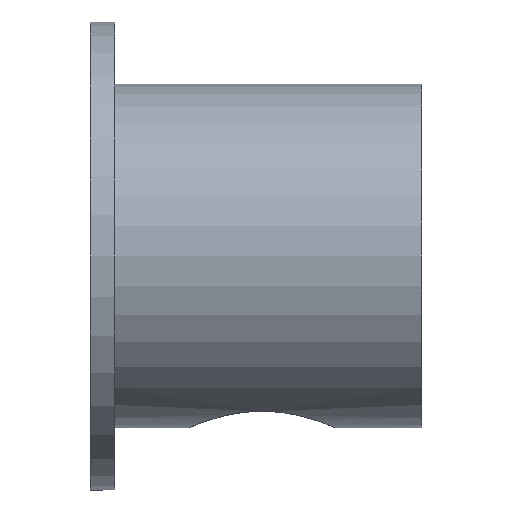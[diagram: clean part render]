
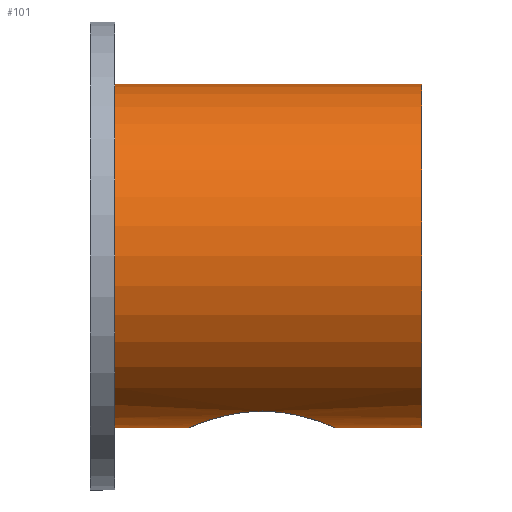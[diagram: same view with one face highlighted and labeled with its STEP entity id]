
A CAD part, left-side view. The second image highlights one B-rep face of the part: STEP entity #101.
In plain terms, the highlighted cylindrical face has radius 14 mm (diameter 28 mm), a partial arc.
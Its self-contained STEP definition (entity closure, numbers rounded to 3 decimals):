
#14 = LINE ( 'NONE', #321, #78 ) ;
#23 = DIRECTION ( 'NONE',  ( 0., 1., 0. ) ) ;
#26 = CARTESIAN_POINT ( 'NONE',  ( -5.461, 15.494, -12.891 ) ) ;
#30 = CARTESIAN_POINT ( 'NONE',  ( -5.093, 9.822, -13.041 ) ) ;
#31 = CARTESIAN_POINT ( 'NONE',  ( 0., 25., -14. ) ) ;
#33 = AXIS2_PLACEMENT_3D ( 'NONE', #224, #268, #261 ) ;
#42 = CARTESIAN_POINT ( 'NONE',  ( -0.793, 18.951, -13.979 ) ) ;
#61 = EDGE_CURVE ( 'NONE', #135, #549, #531, .T. ) ;
#73 = CARTESIAN_POINT ( 'NONE',  ( -0.399, 7.01, -13.996 ) ) ;
#74 = DIRECTION ( 'NONE',  ( 0., 1., 0. ) ) ;
#75 = CARTESIAN_POINT ( 'NONE',  ( -5.195, 9.991, -13.001 ) ) ;
#78 = VECTOR ( 'NONE', #94, 1000. ) ;
#82 = CARTESIAN_POINT ( 'NONE',  ( -4.522, 9.038, -13.253 ) ) ;
#83 = CARTESIAN_POINT ( 'NONE',  ( -4.379, 17.106, -13.298 ) ) ;
#84 = EDGE_CURVE ( 'NONE', #329, #419, #232, .T. ) ;
#85 = CARTESIAN_POINT ( 'NONE',  ( -5.38, 10.336, -12.926 ) ) ;
#88 = DIRECTION ( 'NONE',  ( 0., 1., 0. ) ) ;
#94 = DIRECTION ( 'NONE',  ( 0., 1., 0. ) ) ;
#101 = ADVANCED_FACE ( 'NONE', ( #491 ), #504, .T. ) ;
#116 = EDGE_CURVE ( 'NONE', #228, #161, #370, .T. ) ;
#117 = VECTOR ( 'NONE', #74, 1000. ) ;
#119 = ORIENTED_EDGE ( 'NONE', *, *, #560, .F. ) ;
#125 = CARTESIAN_POINT ( 'NONE',  ( -5.688, 11.051, -12.793 ) ) ;
#126 = CARTESIAN_POINT ( 'NONE',  ( -3.025, 7.804, -13.673 ) ) ;
#128 = CARTESIAN_POINT ( 'NONE',  ( -5.921, 13.991, -12.686 ) ) ;
#131 = CARTESIAN_POINT ( 'NONE',  ( -5.089, 16.184, -13.043 ) ) ;
#135 = VERTEX_POINT ( 'NONE', #416 ) ;
#142 = CARTESIAN_POINT ( 'NONE',  ( 0., 25., 0. ) ) ;
#157 = AXIS2_PLACEMENT_3D ( 'NONE', #396, #541, #486 ) ;
#161 = VERTEX_POINT ( 'NONE', #550 ) ;
#170 = CARTESIAN_POINT ( 'NONE',  ( -2.682, 7.618, -13.746 ) ) ;
#173 = CARTESIAN_POINT ( 'NONE',  ( 0., 7., -14. ) ) ;
#176 = EDGE_CURVE ( 'NONE', #549, #600, #205, .T. ) ;
#177 = CARTESIAN_POINT ( 'NONE',  ( -6., 12.605, -12.649 ) ) ;
#189 = CARTESIAN_POINT ( 'NONE',  ( 0., 0., -14. ) ) ;
#200 = EDGE_CURVE ( 'NONE', #228, #329, #14, .T. ) ;
#205 = CIRCLE ( 'NONE', #422, 14. ) ;
#211 = ORIENTED_EDGE ( 'NONE', *, *, #84, .F. ) ;
#216 = CARTESIAN_POINT ( 'NONE',  ( -5.99, 13.396, -12.654 ) ) ;
#222 = CARTESIAN_POINT ( 'NONE',  ( -5.961, 12.21, -12.668 ) ) ;
#224 = CARTESIAN_POINT ( 'NONE',  ( 0., 0., 0. ) ) ;
#228 = VERTEX_POINT ( 'NONE', #189 ) ;
#232 = B_SPLINE_CURVE_WITH_KNOTS ( 'NONE', 3,
 ( #173, #488, #73, #394, #492, #315, #354, #170, #126, #440, #583, #82, #303, #30, #75, #85, #484, #125, #587, #222, #177, #350 ),
 .UNSPECIFIED., .F., .F.,
 ( 4, 2, 2, 2, 2, 2, 2, 2, 2, 2, 4 ),
 ( 0.009, 0.01, 0.011, 0.012, 0.013, 0.014, 0.015, 0.016, 0.017, 0.018, 0.019 ),
 .UNSPECIFIED. ) ;
#233 = CARTESIAN_POINT ( 'NONE',  ( -0.198, 19., -14. ) ) ;
#237 = CARTESIAN_POINT ( 'NONE',  ( -2.672, 18.386, -13.747 ) ) ;
#261 = DIRECTION ( 'NONE',  ( 0., 0., 1. ) ) ;
#263 = CARTESIAN_POINT ( 'NONE',  ( -6., 13.198, -12.649 ) ) ;
#268 = DIRECTION ( 'NONE',  ( 0., 1., 0. ) ) ;
#276 = CARTESIAN_POINT ( 'NONE',  ( -0.992, 18.921, -13.966 ) ) ;
#278 = CARTESIAN_POINT ( 'NONE',  ( -0.396, 18.99, -13.996 ) ) ;
#283 = LINE ( 'NONE', #584, #117 ) ;
#291 = ORIENTED_EDGE ( 'NONE', *, *, #200, .F. ) ;
#303 = CARTESIAN_POINT ( 'NONE',  ( -4.767, 9.336, -13.165 ) ) ;
#311 = CARTESIAN_POINT ( 'NONE',  ( -5.803, 14.574, -12.741 ) ) ;
#314 = CARTESIAN_POINT ( 'NONE',  ( -4.511, 16.961, -13.254 ) ) ;
#315 = CARTESIAN_POINT ( 'NONE',  ( -1.574, 7.197, -13.917 ) ) ;
#320 = CARTESIAN_POINT ( 'NONE',  ( -1.949, 18.688, -13.869 ) ) ;
#321 = CARTESIAN_POINT ( 'NONE',  ( 0., 0., -14. ) ) ;
#322 = CARTESIAN_POINT ( 'NONE',  ( 0., 25., 14. ) ) ;
#329 = VERTEX_POINT ( 'NONE', #553 ) ;
#333 = CARTESIAN_POINT ( 'NONE',  ( -6., 13., -12.649 ) ) ;
#343 = ORIENTED_EDGE ( 'NONE', *, *, #176, .F. ) ;
#350 = CARTESIAN_POINT ( 'NONE',  ( -6., 13., -12.649 ) ) ;
#354 = CARTESIAN_POINT ( 'NONE',  ( -1.952, 7.313, -13.868 ) ) ;
#355 = CARTESIAN_POINT ( 'NONE',  ( -6., 13., -12.649 ) ) ;
#356 = CARTESIAN_POINT ( 'NONE',  ( -5.375, 15.673, -12.927 ) ) ;
#359 = EDGE_LOOP ( 'NONE', ( #291, #453, #565, #343, #399, #119, #211 ) ) ;
#364 = CARTESIAN_POINT ( 'NONE',  ( -3.667, 17.765, -13.515 ) ) ;
#370 = CIRCLE ( 'NONE', #33, 14. ) ;
#375 = B_SPLINE_CURVE_WITH_KNOTS ( 'NONE', 3,
 ( #355, #263, #216, #395, #128, #311, #447, #26, #356, #397, #131, #489, #543, #314, #83, #551, #364, #507, #237, #320, #454, #276, #42, #278, #233, #599 ),
 .UNSPECIFIED., .F., .F.,
 ( 4, 2, 2, 2, 2, 2, 2, 2, 2, 2, 2, 2, 4 ),
 ( 0.019, 0.02, 0.02, 0.021, 0.022, 0.023, 0.023, 0.024, 0.025, 0.026, 0.027, 0.028, 0.028 ),
 .UNSPECIFIED. ) ;
#393 = VECTOR ( 'NONE', #23, 1000. ) ;
#394 = CARTESIAN_POINT ( 'NONE',  ( -0.797, 7.05, -13.979 ) ) ;
#395 = CARTESIAN_POINT ( 'NONE',  ( -5.951, 13.792, -12.672 ) ) ;
#396 = CARTESIAN_POINT ( 'NONE',  ( 0., 0., 0. ) ) ;
#397 = CARTESIAN_POINT ( 'NONE',  ( -5.19, 16.017, -13.003 ) ) ;
#399 = ORIENTED_EDGE ( 'NONE', *, *, #61, .F. ) ;
#401 = CARTESIAN_POINT ( 'NONE',  ( 0., 0., -14. ) ) ;
#406 = DIRECTION ( 'NONE',  ( 0., 0., 1. ) ) ;
#416 = CARTESIAN_POINT ( 'NONE',  ( 0., 19., -14. ) ) ;
#419 = VERTEX_POINT ( 'NONE', #333 ) ;
#422 = AXIS2_PLACEMENT_3D ( 'NONE', #142, #88, #406 ) ;
#440 = CARTESIAN_POINT ( 'NONE',  ( -3.671, 8.238, -13.514 ) ) ;
#447 = CARTESIAN_POINT ( 'NONE',  ( -5.688, 14.949, -12.793 ) ) ;
#453 = ORIENTED_EDGE ( 'NONE', *, *, #116, .T. ) ;
#454 = CARTESIAN_POINT ( 'NONE',  ( -1.574, 18.803, -13.917 ) ) ;
#484 = CARTESIAN_POINT ( 'NONE',  ( -5.463, 10.512, -12.89 ) ) ;
#486 = DIRECTION ( 'NONE',  ( 0., 0., 1. ) ) ;
#488 = CARTESIAN_POINT ( 'NONE',  ( -0.199, 7., -14. ) ) ;
#489 = CARTESIAN_POINT ( 'NONE',  ( -4.873, 16.506, -13.125 ) ) ;
#491 = FACE_OUTER_BOUND ( 'NONE', #359, .T. ) ;
#492 = CARTESIAN_POINT ( 'NONE',  ( -0.993, 7.079, -13.966 ) ) ;
#504 = CYLINDRICAL_SURFACE ( 'NONE', #157, 14. ) ;
#507 = CARTESIAN_POINT ( 'NONE',  ( -3.023, 18.198, -13.674 ) ) ;
#527 = EDGE_CURVE ( 'NONE', #161, #600, #283, .T. ) ;
#531 = LINE ( 'NONE', #401, #393 ) ;
#541 = DIRECTION ( 'NONE',  ( 0., 1., 0. ) ) ;
#543 = CARTESIAN_POINT ( 'NONE',  ( -4.758, 16.661, -13.168 ) ) ;
#549 = VERTEX_POINT ( 'NONE', #31 ) ;
#550 = CARTESIAN_POINT ( 'NONE',  ( 0., 0., 14. ) ) ;
#551 = CARTESIAN_POINT ( 'NONE',  ( -3.966, 17.519, -13.43 ) ) ;
#553 = CARTESIAN_POINT ( 'NONE',  ( 0., 7., -14. ) ) ;
#560 = EDGE_CURVE ( 'NONE', #419, #135, #375, .T. ) ;
#565 = ORIENTED_EDGE ( 'NONE', *, *, #527, .T. ) ;
#583 = CARTESIAN_POINT ( 'NONE',  ( -3.975, 8.489, -13.427 ) ) ;
#584 = CARTESIAN_POINT ( 'NONE',  ( 0., 0., 14. ) ) ;
#587 = CARTESIAN_POINT ( 'NONE',  ( -5.804, 11.426, -12.741 ) ) ;
#599 = CARTESIAN_POINT ( 'NONE',  ( 0., 19., -14. ) ) ;
#600 = VERTEX_POINT ( 'NONE', #322 ) ;
